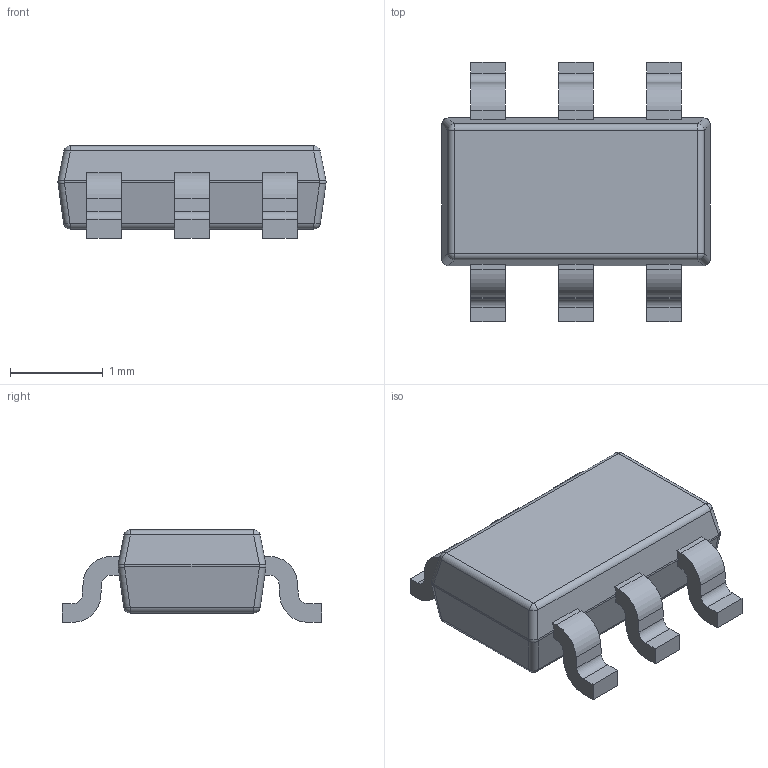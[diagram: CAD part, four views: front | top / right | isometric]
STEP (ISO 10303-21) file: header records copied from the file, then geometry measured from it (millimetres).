
FILE_DESCRIPTION(/* description */ (''),/* implementation_level */ '2;1');
FILE_NAME(/* name */ 'Analog TSOT-23-6.step',/* time_stamp */ '2019-12-06T12:56:33+00:00',/* author */ (''),/* organization */ (''),/* preprocessor_version */ 'ST-DEVELOPER v18',/* originating_system */ 'Autodesk Translation Framework v8.12.0.6',/* authorisation */ '');
FILE_SCHEMA (('AUTOMOTIVE_DESIGN { 1 0 10303 214 3 1 1 }'));
Length unit declared in the file: millimetre
Products named in the file (1): Analog TSOT-23-6
Bounding box: 2.9 x 2.8 x 1 mm (x, y, z)
Volume: 4.3 mm3; surface area: 22 mm2
Topology: 1 solids, 1 shells, 126 faces, 332 edges, 208 vertices
Faces by surface type: plane 64, cylinder 50, sphere 12
Entity records: 3951 total; most frequent: DIRECTION 686, CARTESIAN_POINT 667, ORIENTED_EDGE 664, EDGE_CURVE 332, LINE 232, VECTOR 232, AXIS2_PLACEMENT_3D 227, VERTEX_POINT 208
